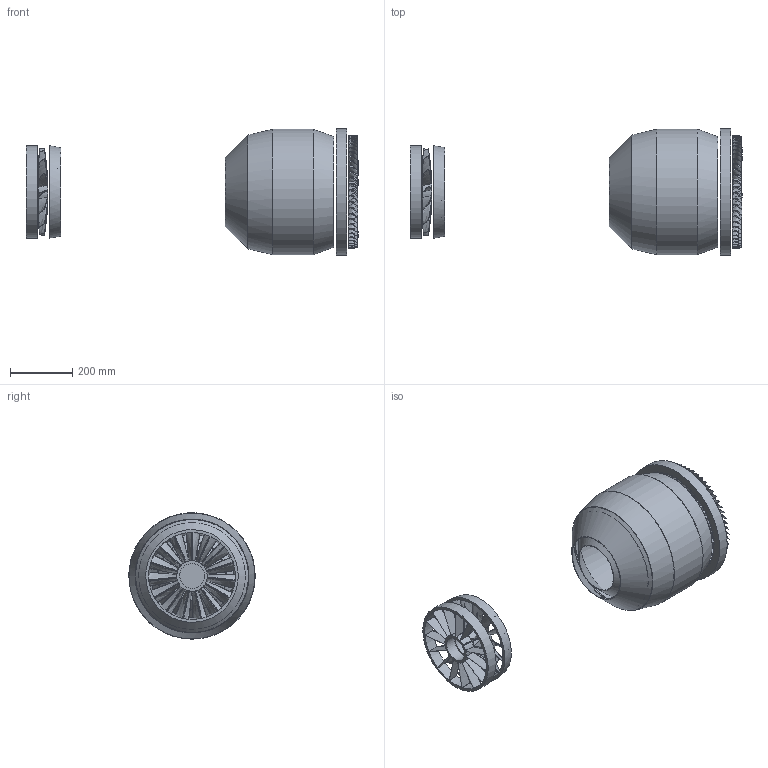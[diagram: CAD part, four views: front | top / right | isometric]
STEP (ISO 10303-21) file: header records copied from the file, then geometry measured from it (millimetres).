
FILE_DESCRIPTION(('FreeCAD Model'),'2;1');
FILE_NAME('Open CASCADE Shape Model','2025-04-27T14:24:08',('FreeCAD'),( 'FreeCAD'),'Open CASCADE STEP processor 7.6','FreeCAD','Unknown');
FILE_SCHEMA(('AUTOMOTIVE_DESIGN { 1 0 10303 214 1 1 1 1 }'));
Products named in the file (1): Open CASCADE STEP translator 7.6 1
Bounding box: 1068.99 x 406.93 x 406.79 mm (x, y, z)
Volume: 8534151 mm3; surface area: 4109949.5 mm2
Topology: 175 solids, 175 shells, 1049 faces, 2075 edges, 1376 vertices
Faces by surface type: bspline 1049
Entity records: 96394 total; most frequent: CARTESIAN_POINT 82238, ORIENTED_EDGE 4150, EDGE_CURVE 2075, B_SPLINE_CURVE_WITH_KNOTS 1991, VERTEX_POINT 1376, FACE_BOUND 1077, EDGE_LOOP 1077, ADVANCED_FACE 1049
